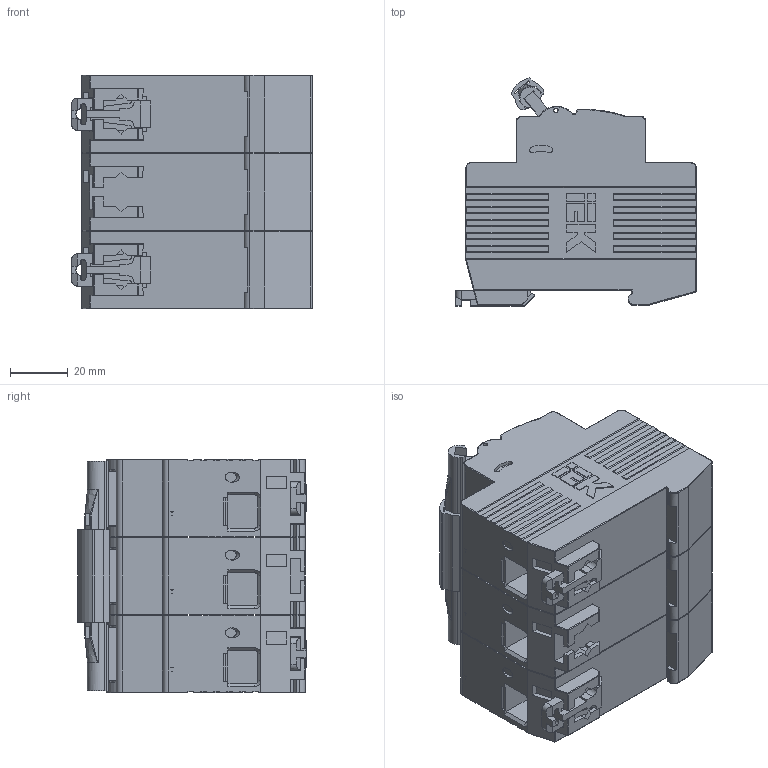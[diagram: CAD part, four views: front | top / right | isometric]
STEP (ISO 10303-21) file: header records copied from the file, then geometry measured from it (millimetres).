
FILE_DESCRIPTION (( 'STEP AP214' ), '1' );
FILE_NAME ('01.01.04.01 ÂÀ 47-100 õ-êà Ñ 3Ð.STEP', '2017-03-13T11:15:12', ( '' ), ( '' ), 'SwSTEP 2.0', 'SolidWorks 2014', '' );
FILE_SCHEMA (( 'AUTOMOTIVE_DESIGN' ));
Length unit declared in the file: millimetre
Products named in the file (1): 01.01.04.01 ÂÀ 47-100 õ-êà Ñ 3Ð
Bounding box: 83.5 x 79.13 x 81 mm (x, y, z)
Volume: 349221.3 mm3; surface area: 66439.2 mm2
Topology: 5 solids, 35 shells, 1924 faces, 5064 edges, 3257 vertices
Faces by surface type: plane 1227, cylinder 495, bspline 87, sphere 46, torus 36, cone 33
Full cylindrical faces by diameter (mm): 1 x12, 1.06 x12, 1.1 x6, 1.5 x6, 2 x3, 3.5 x3, 7 x6
Entity records: 81102 total; most frequent: CARTESIAN_POINT 13860, ORIENTED_EDGE 9782, DIRECTION 9056, EDGE_CURVE 4891, LINE 3620, VECTOR 3620, VERTEX_POINT 3206, AXIS2_PLACEMENT_3D 2718
